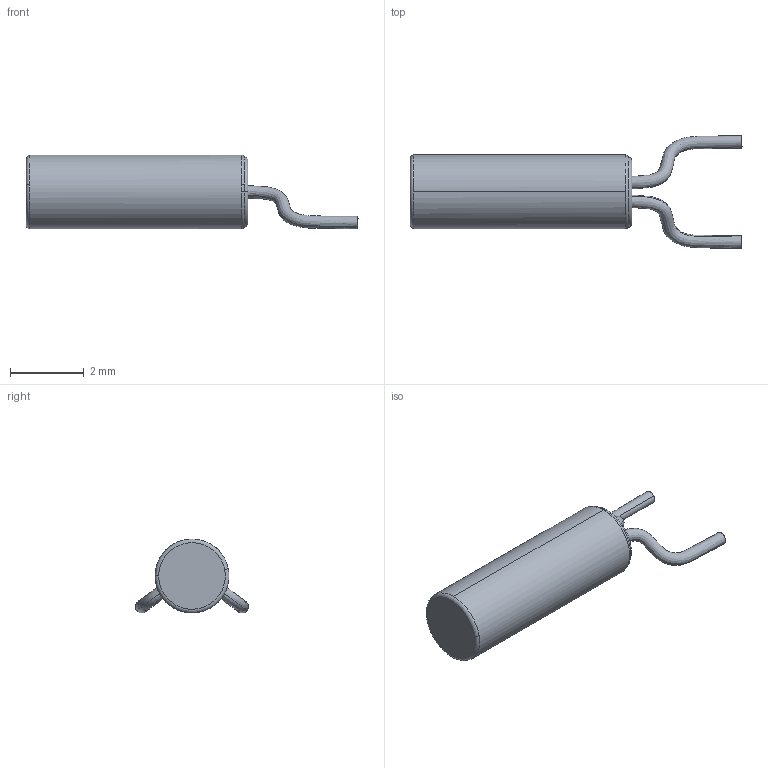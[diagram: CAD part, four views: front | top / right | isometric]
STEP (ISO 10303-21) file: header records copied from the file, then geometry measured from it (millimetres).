
FILE_DESCRIPTION (( 'STEP AP214' ), '1' );
FILE_NAME ('User Library-CMR200TB.STEP', '2016-08-22T09:56:07', ( 'Windows User' ), ( '' ), 'SwSTEP 2.0', 'SolidWorks 2016', '' );
FILE_SCHEMA (( 'AUTOMOTIVE_DESIGN' ));
Length unit declared in the file: millimetre
Products named in the file (4): User Library-CMR200TB_1; User Library-CMR200TB_2; User Library-CMR200TB_NONE; User Library-CMR200TB
Assembly tree (3 placements, depth 2):
  User Library-CMR200TB
    User Library-CMR200TB_NONE
    User Library-CMR200TB_2
    User Library-CMR200TB_1
Bounding box: 8.98 x 3.06 x 2 mm (x, y, z)
Volume: 19.4 mm3; surface area: 51.7 mm2
Topology: 3 solids, 3 shells, 21 faces, 47 edges, 32 vertices
Faces by surface type: bspline 13, plane 6, cylinder 2
Entity records: 2807 total; most frequent: CARTESIAN_POINT 2080, ORIENTED_EDGE 94, EDGE_CURVE 47, B_SPLINE_CURVE_WITH_KNOTS 45, VERTEX_POINT 32, UNCERTAINTY_MEASURE_WITH_UNIT 31, DIRECTION 30, PRESENTATION_STYLE_ASSIGNMENT 27
